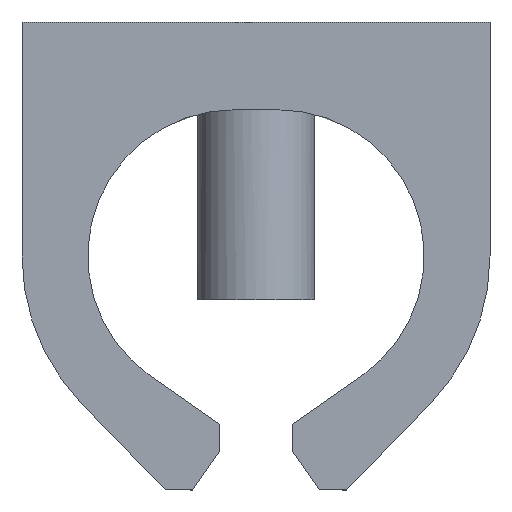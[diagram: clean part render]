
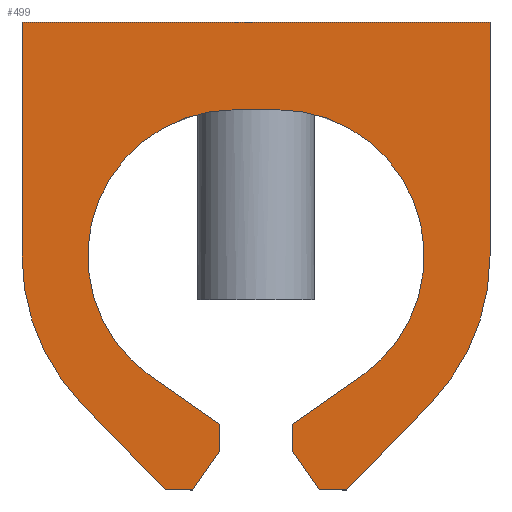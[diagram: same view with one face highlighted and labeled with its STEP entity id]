
A CAD part, front view. The second image highlights one B-rep face of the part: STEP entity #499.
In plain terms, the highlighted planar face has unit normal (0, -1, 0).
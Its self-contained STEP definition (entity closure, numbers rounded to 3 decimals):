
#374=AXIS2_PLACEMENT_3D('Plane Axis2P3D',#371,#372,#373) ;
#378=AXIS2_PLACEMENT_3D('Circle Axis2P3D',#376,#377,$) ;
#420=AXIS2_PLACEMENT_3D('Circle Axis2P3D',#418,#419,$) ;
#434=AXIS2_PLACEMENT_3D('Circle Axis2P3D',#432,#433,$) ;
#476=AXIS2_PLACEMENT_3D('Circle Axis2P3D',#474,#475,$) ;
#151=CARTESIAN_POINT('Vertex',(3.2,0.,3.2)) ;
#165=CARTESIAN_POINT('Vertex',(0.,0.,3.2)) ;
#168=CARTESIAN_POINT('Line Origine',(1.6,0.,3.2)) ;
#191=CARTESIAN_POINT('Vertex',(3.2,0.,1.6)) ;
#199=CARTESIAN_POINT('Line Origine',(3.2,0.,2.4)) ;
#356=CARTESIAN_POINT('Vertex',(0.,0.,1.6)) ;
#359=CARTESIAN_POINT('Line Origine',(0.,0.,2.4)) ;
#371=CARTESIAN_POINT('Axis2P3D Location',(1.6,0.,3.2)) ;
#376=CARTESIAN_POINT('Axis2P3D Location',(1.45,0.,1.6)) ;
#380=CARTESIAN_POINT('Vertex',(0.406,0.,0.594)) ;
#383=CARTESIAN_POINT('Line Origine',(0.692,0.,0.297)) ;
#387=CARTESIAN_POINT('Vertex',(0.978,0.,0.)) ;
#390=CARTESIAN_POINT('Line Origine',(1.073,0.,0.)) ;
#394=CARTESIAN_POINT('Vertex',(1.167,0.,0.)) ;
#397=CARTESIAN_POINT('Line Origine',(1.259,0.,0.131)) ;
#401=CARTESIAN_POINT('Vertex',(1.35,0.,0.261)) ;
#404=CARTESIAN_POINT('Line Origine',(1.35,0.,0.355)) ;
#408=CARTESIAN_POINT('Vertex',(1.35,0.,0.449)) ;
#411=CARTESIAN_POINT('Line Origine',(1.113,0.,0.615)) ;
#415=CARTESIAN_POINT('Vertex',(0.876,0.,0.781)) ;
#418=CARTESIAN_POINT('Axis2P3D Location',(1.45,0.,1.6)) ;
#422=CARTESIAN_POINT('Vertex',(1.45,0.,2.6)) ;
#425=CARTESIAN_POINT('Line Origine',(1.6,0.,2.6)) ;
#429=CARTESIAN_POINT('Vertex',(1.75,0.,2.6)) ;
#432=CARTESIAN_POINT('Axis2P3D Location',(1.75,0.,1.6)) ;
#436=CARTESIAN_POINT('Vertex',(2.324,0.,0.781)) ;
#439=CARTESIAN_POINT('Line Origine',(2.087,0.,0.615)) ;
#443=CARTESIAN_POINT('Vertex',(1.85,0.,0.449)) ;
#446=CARTESIAN_POINT('Line Origine',(1.85,0.,0.355)) ;
#450=CARTESIAN_POINT('Vertex',(1.85,0.,0.261)) ;
#453=CARTESIAN_POINT('Line Origine',(1.941,0.,0.131)) ;
#457=CARTESIAN_POINT('Vertex',(2.033,0.,0.)) ;
#460=CARTESIAN_POINT('Line Origine',(2.127,0.,0.)) ;
#464=CARTESIAN_POINT('Vertex',(2.222,0.,0.)) ;
#467=CARTESIAN_POINT('Line Origine',(2.508,0.,0.297)) ;
#471=CARTESIAN_POINT('Vertex',(2.794,0.,0.594)) ;
#474=CARTESIAN_POINT('Axis2P3D Location',(1.75,0.,1.6)) ;
#169=DIRECTION('Vector Direction',(-1.,0.,0.)) ;
#200=DIRECTION('Vector Direction',(0.,0.,1.)) ;
#360=DIRECTION('Vector Direction',(0.,0.,1.)) ;
#372=DIRECTION('Axis2P3D Direction',(0.,-1.,0.)) ;
#373=DIRECTION('Axis2P3D XDirection',(1.,0.,0.)) ;
#377=DIRECTION('Axis2P3D Direction',(0.,-1.,0.)) ;
#384=DIRECTION('Vector Direction',(0.694,0.,-0.72)) ;
#391=DIRECTION('Vector Direction',(1.,0.,0.)) ;
#398=DIRECTION('Vector Direction',(0.574,0.,0.819)) ;
#405=DIRECTION('Vector Direction',(0.,0.,-1.)) ;
#412=DIRECTION('Vector Direction',(0.819,0.,-0.574)) ;
#419=DIRECTION('Axis2P3D Direction',(0.,-1.,0.)) ;
#426=DIRECTION('Vector Direction',(1.,0.,0.)) ;
#433=DIRECTION('Axis2P3D Direction',(0.,-1.,0.)) ;
#440=DIRECTION('Vector Direction',(-0.819,0.,-0.574)) ;
#447=DIRECTION('Vector Direction',(0.,0.,-1.)) ;
#454=DIRECTION('Vector Direction',(-0.574,0.,0.819)) ;
#461=DIRECTION('Vector Direction',(-1.,0.,0.)) ;
#468=DIRECTION('Vector Direction',(-0.694,0.,-0.72)) ;
#475=DIRECTION('Axis2P3D Direction',(0.,-1.,0.)) ;
#170=VECTOR('Line Direction',#169,1.) ;
#201=VECTOR('Line Direction',#200,1.) ;
#361=VECTOR('Line Direction',#360,1.) ;
#385=VECTOR('Line Direction',#384,1.) ;
#392=VECTOR('Line Direction',#391,1.) ;
#399=VECTOR('Line Direction',#398,1.) ;
#406=VECTOR('Line Direction',#405,1.) ;
#413=VECTOR('Line Direction',#412,1.) ;
#427=VECTOR('Line Direction',#426,1.) ;
#441=VECTOR('Line Direction',#440,1.) ;
#448=VECTOR('Line Direction',#447,1.) ;
#455=VECTOR('Line Direction',#454,1.) ;
#462=VECTOR('Line Direction',#461,1.) ;
#469=VECTOR('Line Direction',#468,1.) ;
#480=ORIENTED_EDGE('',*,*,#172,.T.) ;
#481=ORIENTED_EDGE('',*,*,#363,.T.) ;
#482=ORIENTED_EDGE('',*,*,#382,.T.) ;
#483=ORIENTED_EDGE('',*,*,#389,.T.) ;
#484=ORIENTED_EDGE('',*,*,#396,.T.) ;
#485=ORIENTED_EDGE('',*,*,#403,.T.) ;
#486=ORIENTED_EDGE('',*,*,#410,.T.) ;
#487=ORIENTED_EDGE('',*,*,#417,.T.) ;
#488=ORIENTED_EDGE('',*,*,#424,.T.) ;
#489=ORIENTED_EDGE('',*,*,#431,.T.) ;
#490=ORIENTED_EDGE('',*,*,#438,.T.) ;
#491=ORIENTED_EDGE('',*,*,#445,.T.) ;
#492=ORIENTED_EDGE('',*,*,#452,.T.) ;
#493=ORIENTED_EDGE('',*,*,#459,.T.) ;
#494=ORIENTED_EDGE('',*,*,#466,.T.) ;
#495=ORIENTED_EDGE('',*,*,#473,.T.) ;
#496=ORIENTED_EDGE('',*,*,#478,.T.) ;
#497=ORIENTED_EDGE('',*,*,#203,.T.) ;
#499=ADVANCED_FACE('S3D gedreht',(#498),#375,.T.) ;
#379=CIRCLE('generated circle',#378,1.45) ;
#421=CIRCLE('generated circle',#420,1.) ;
#435=CIRCLE('generated circle',#434,1.) ;
#477=CIRCLE('generated circle',#476,1.45) ;
#172=EDGE_CURVE('',#152,#166,#171,.T.) ;
#203=EDGE_CURVE('',#192,#152,#202,.T.) ;
#363=EDGE_CURVE('',#166,#357,#362,.F.) ;
#382=EDGE_CURVE('',#357,#381,#379,.T.) ;
#389=EDGE_CURVE('',#381,#388,#386,.T.) ;
#396=EDGE_CURVE('',#388,#395,#393,.T.) ;
#403=EDGE_CURVE('',#395,#402,#400,.T.) ;
#410=EDGE_CURVE('',#402,#409,#407,.F.) ;
#417=EDGE_CURVE('',#409,#416,#414,.F.) ;
#424=EDGE_CURVE('',#416,#423,#421,.F.) ;
#431=EDGE_CURVE('',#423,#430,#428,.T.) ;
#438=EDGE_CURVE('',#430,#437,#435,.F.) ;
#445=EDGE_CURVE('',#437,#444,#442,.T.) ;
#452=EDGE_CURVE('',#444,#451,#449,.T.) ;
#459=EDGE_CURVE('',#451,#458,#456,.F.) ;
#466=EDGE_CURVE('',#458,#465,#463,.F.) ;
#473=EDGE_CURVE('',#465,#472,#470,.F.) ;
#478=EDGE_CURVE('',#472,#192,#477,.T.) ;
#479=EDGE_LOOP('',(#480,#481,#482,#483,#484,#485,#486,#487,#488,#489,#490,#491,#492,#493,#494,#495,#496,#497)) ;
#498=FACE_OUTER_BOUND('',#479,.T.) ;
#171=LINE('Line',#168,#170) ;
#202=LINE('Line',#199,#201) ;
#362=LINE('Line',#359,#361) ;
#386=LINE('Line',#383,#385) ;
#393=LINE('Line',#390,#392) ;
#400=LINE('Line',#397,#399) ;
#407=LINE('Line',#404,#406) ;
#414=LINE('Line',#411,#413) ;
#428=LINE('Line',#425,#427) ;
#442=LINE('Line',#439,#441) ;
#449=LINE('Line',#446,#448) ;
#456=LINE('Line',#453,#455) ;
#463=LINE('Line',#460,#462) ;
#470=LINE('Line',#467,#469) ;
#375=PLANE('',#374) ;
#152=VERTEX_POINT('',#151) ;
#166=VERTEX_POINT('',#165) ;
#192=VERTEX_POINT('',#191) ;
#357=VERTEX_POINT('',#356) ;
#381=VERTEX_POINT('',#380) ;
#388=VERTEX_POINT('',#387) ;
#395=VERTEX_POINT('',#394) ;
#402=VERTEX_POINT('',#401) ;
#409=VERTEX_POINT('',#408) ;
#416=VERTEX_POINT('',#415) ;
#423=VERTEX_POINT('',#422) ;
#430=VERTEX_POINT('',#429) ;
#437=VERTEX_POINT('',#436) ;
#444=VERTEX_POINT('',#443) ;
#451=VERTEX_POINT('',#450) ;
#458=VERTEX_POINT('',#457) ;
#465=VERTEX_POINT('',#464) ;
#472=VERTEX_POINT('',#471) ;
